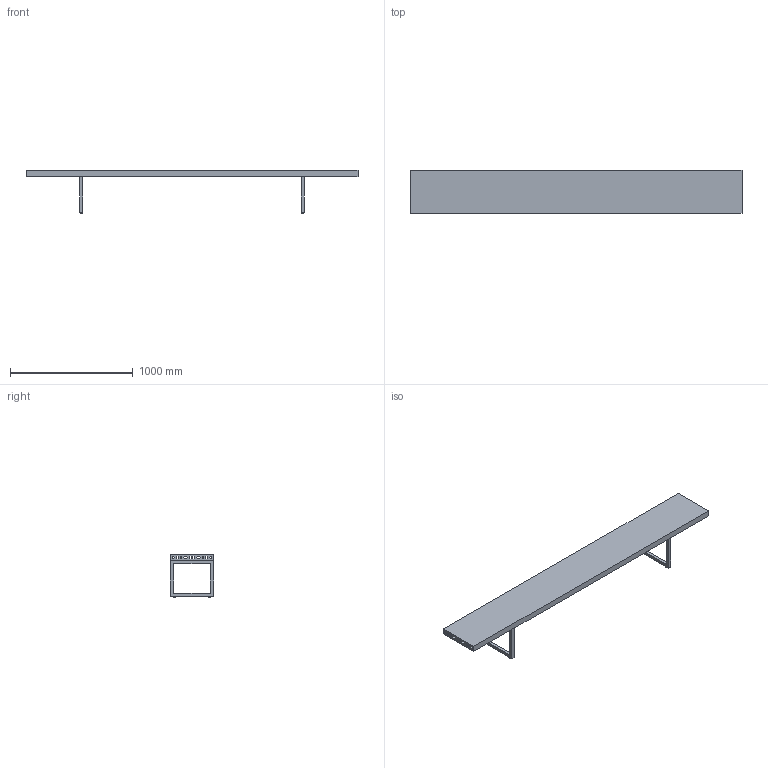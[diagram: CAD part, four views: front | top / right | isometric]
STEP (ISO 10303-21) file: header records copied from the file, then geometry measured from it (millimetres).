
FILE_DESCRIPTION(/* description */ (''),/* implementation_level */ '2;1');
FILE_NAME(/* name */ 'B-3-1desk.stp',/* time_stamp */ '2015-03-10T21:04:24+09:00',/* author */ ('common-PC1'),/* organization */ (''),/* preprocessor_version */ 'ST-DEVELOPER v15.5',/* originating_system */ 'AutoCAD Mechanical',/* authorisation */ '');
FILE_SCHEMA (('AUTOMOTIVE_DESIGN { 1 0 10303 214 3 1 1 }'));
Length unit declared in the file: millimetre
Products named in the file (5): グループ-3-1; グループ-4-1; グループ-5-1; グループ-2-1; Product
Bounding box: 2700 x 350 x 350 mm (x, y, z)
Volume: 42667086 mm3; surface area: 4162538.8 mm2
Topology: 11 solids, 11 shells, 88 faces, 198 edges, 132 vertices
Faces by surface type: bspline 88
Entity records: 2537 total; most frequent: CARTESIAN_POINT 1103, ORIENTED_EDGE 396, EDGE_CURVE 198, B_SPLINE_CURVE_WITH_KNOTS 174, VERTEX_POINT 132, EDGE_LOOP 112, FACE_OUTER_BOUND 88, ADVANCED_FACE 88
